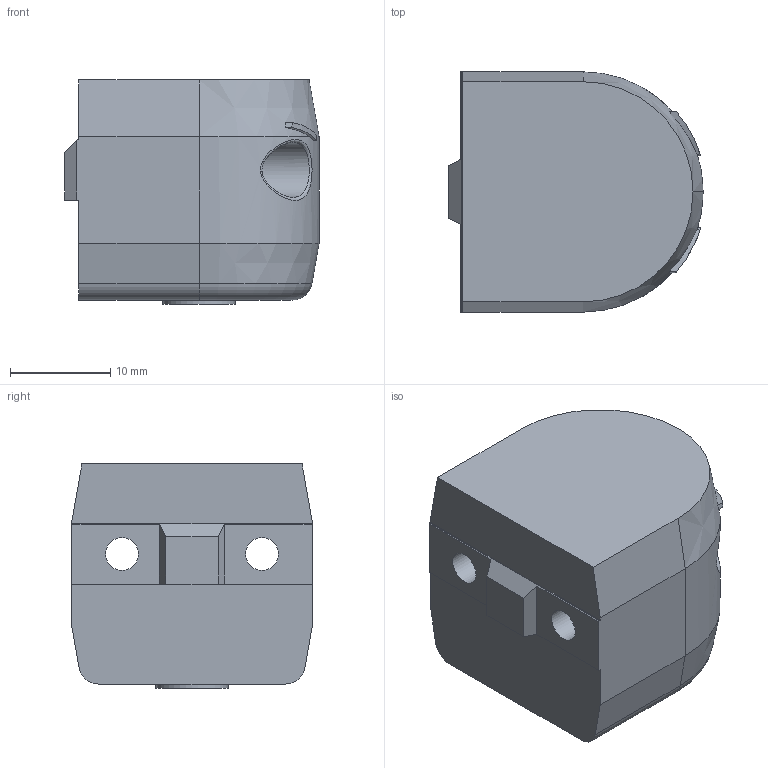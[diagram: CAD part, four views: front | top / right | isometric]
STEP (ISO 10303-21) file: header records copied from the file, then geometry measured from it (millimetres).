
FILE_DESCRIPTION(('FreeCAD Model'),'2;1');
FILE_NAME('Open CASCADE Shape Model','2025-12-21T01:56:47',( 'Lucas Langner'),('lionbit.com'),'Open CASCADE STEP processor 7.9', 'FreeCAD','Unknown');
FILE_SCHEMA(('AUTOMOTIVE_DESIGN { 1 0 10303 214 1 1 1 1 }'));
Length unit declared in the file: millimetre
Products named in the file (1): PTFE_Guide_Mount
Bounding box: 25.4 x 24 x 22.4 mm (x, y, z)
Volume: 10133.6 mm3; surface area: 3539.9 mm2
Topology: 1 solids, 1 shells, 62 faces, 147 edges, 92 vertices
Faces by surface type: plane 30, cylinder 20, cone 8, bspline 2, torus 2
Full cylindrical faces by diameter (mm): 3.3 x2, 4.4 x1, 5 x1, 5.5 x2, 7.2 x1
Entity records: 4168 total; most frequent: CARTESIAN_POINT 2729, ORIENTED_EDGE 294, DIRECTION 289, EDGE_CURVE 147, AXIS2_PLACEMENT_3D 103, VERTEX_POINT 92, LINE 83, VECTOR 83
